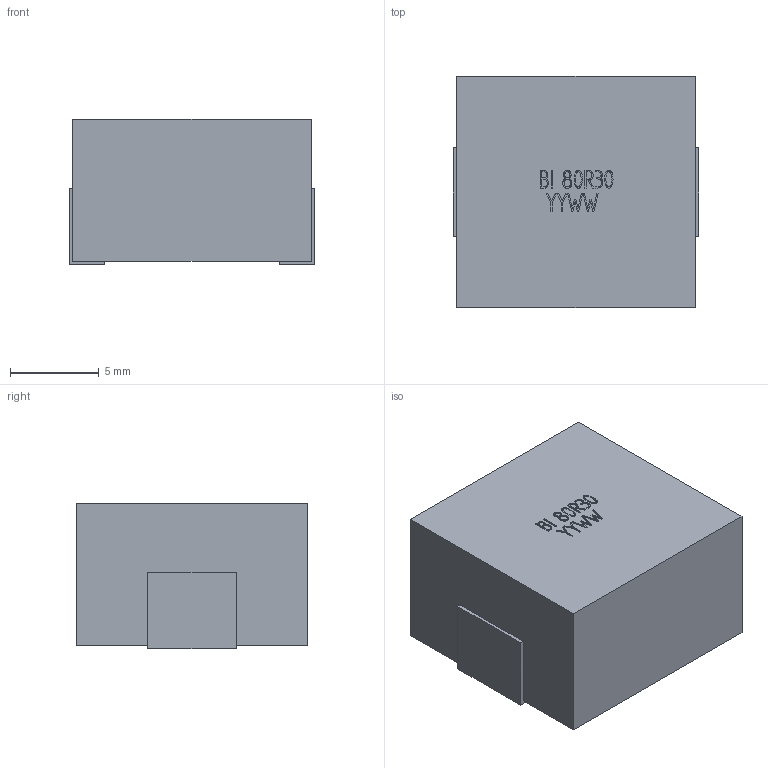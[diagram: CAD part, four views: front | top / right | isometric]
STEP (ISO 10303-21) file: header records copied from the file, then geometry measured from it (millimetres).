
FILE_DESCRIPTION(/* description */ ('Unknown'),/* implementation_level */ '2;1');
FILE_NAME(/* name */ 'HM69-80R30LF',/* time_stamp */ '2021-12-14T18:01:36+08:00',/* author */ ('Unknown'),/* organization */ ('Unknown'),/* preprocessor_version */ 'ST-DEVELOPER v16.7',/* originating_system */ 'Solid Edge',/* authorisation */ 'Unknown');
FILE_SCHEMA (('AUTOMOTIVE_DESIGN {1 0 10303 214 3 1 1}'));
Length unit declared in the file: millimetre
Products named in the file (3): HM69-80R30LF; HM69-80XXXLF (1) - Page10; HM69-80XXXLF (2) - Page10
Assembly tree (2 placements, depth 2):
  HM69-80R30LF
    HM69-80XXXLF (1) - Page10
    HM69-80XXXLF (2) - Page10
Bounding box: 13.8 x 13 x 8.2 mm (x, y, z)
Volume: 1405.7 mm3; surface area: 1177.8 mm2
Topology: 2 solids, 2 shells, 128 faces, 318 edges, 212 vertices
Faces by surface type: plane 104, bspline 24
Entity records: 4536 total; most frequent: CARTESIAN_POINT 1711, ORIENTED_EDGE 624, DIRECTION 416, EDGE_CURVE 312, VERTEX_POINT 212, LINE 202, VECTOR 202, EDGE_LOOP 154
